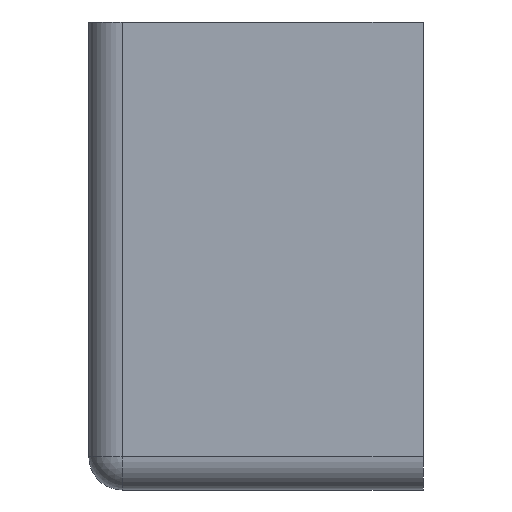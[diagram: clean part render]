
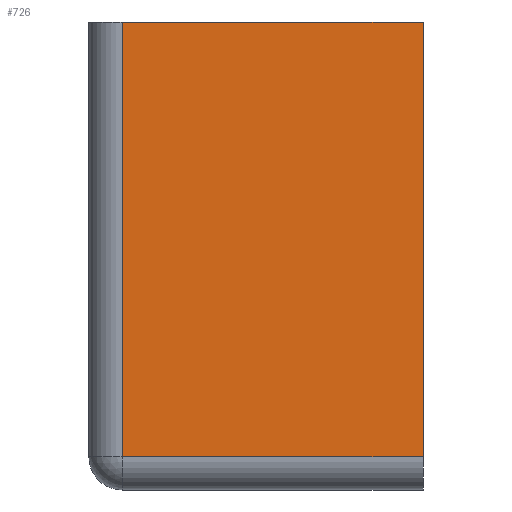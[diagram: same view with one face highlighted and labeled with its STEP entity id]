
A CAD part, left-side view. The second image highlights one B-rep face of the part: STEP entity #726.
In plain terms, the highlighted planar face has unit normal (-1, 0, 0).
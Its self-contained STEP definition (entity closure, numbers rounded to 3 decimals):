
#47=PLANE('',#812);
#87=FACE_OUTER_BOUND('',#136,.T.);
#136=EDGE_LOOP('',(#630,#631,#632,#633));
#203=LINE('',#1225,#272);
#207=LINE('',#1231,#276);
#208=LINE('',#1232,#277);
#209=LINE('',#1233,#278);
#272=VECTOR('',#1009,10.);
#276=VECTOR('',#1015,10.);
#277=VECTOR('',#1016,10.);
#278=VECTOR('',#1017,10.);
#344=VERTEX_POINT('',#1137);
#373=VERTEX_POINT('',#1221);
#375=VERTEX_POINT('',#1224);
#376=VERTEX_POINT('',#1230);
#463=EDGE_CURVE('',#375,#373,#203,.T.);
#467=EDGE_CURVE('',#376,#344,#207,.T.);
#468=EDGE_CURVE('',#375,#376,#208,.T.);
#469=EDGE_CURVE('',#344,#373,#209,.T.);
#630=ORIENTED_EDGE('',*,*,#467,.F.);
#631=ORIENTED_EDGE('',*,*,#468,.F.);
#632=ORIENTED_EDGE('',*,*,#463,.T.);
#633=ORIENTED_EDGE('',*,*,#469,.F.);
#726=ADVANCED_FACE('',(#87),#47,.T.);
#812=AXIS2_PLACEMENT_3D('',#1229,#1013,#1014);
#1009=DIRECTION('',(0.,1.,0.));
#1013=DIRECTION('center_axis',(-1.,0.,0.));
#1014=DIRECTION('ref_axis',(0.,0.,1.));
#1015=DIRECTION('',(0.,1.,0.));
#1016=DIRECTION('',(0.,0.,-1.));
#1017=DIRECTION('',(0.,0.,1.));
#1137=CARTESIAN_POINT('',(-30.,12.25,-24.025));
#1221=CARTESIAN_POINT('',(-30.,12.25,8.475));
#1224=CARTESIAN_POINT('',(-30.,-10.25,8.475));
#1225=CARTESIAN_POINT('',(-30.,-10.25,8.475));
#1229=CARTESIAN_POINT('Origin',(-30.,-10.25,-26.525));
#1230=CARTESIAN_POINT('',(-30.,-10.25,-24.025));
#1231=CARTESIAN_POINT('',(-30.,-10.25,-24.025));
#1232=CARTESIAN_POINT('',(-30.,-10.25,8.475));
#1233=CARTESIAN_POINT('',(-30.,12.25,-17.775));
